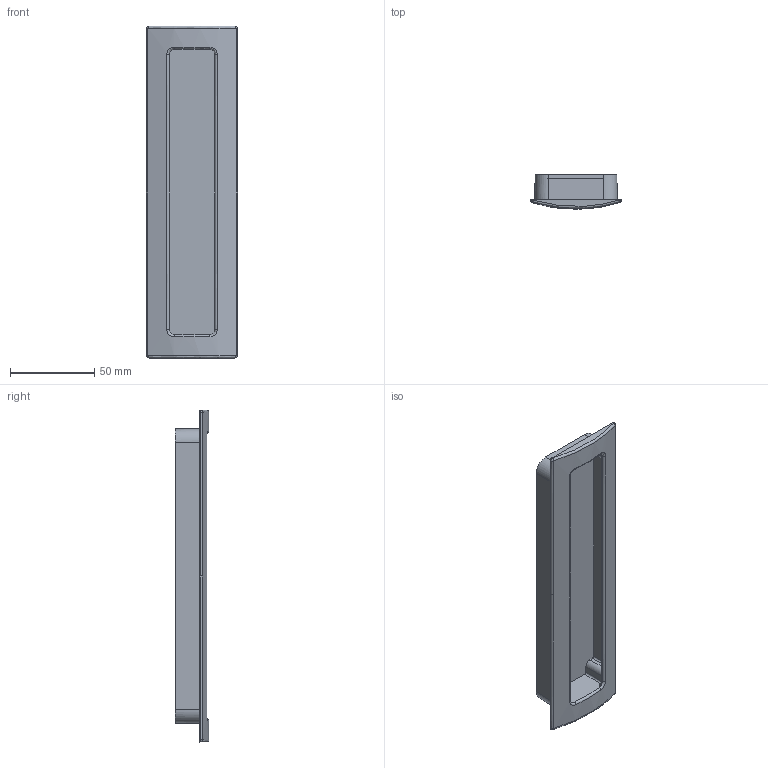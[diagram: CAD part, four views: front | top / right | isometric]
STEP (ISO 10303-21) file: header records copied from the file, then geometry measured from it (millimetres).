
FILE_DESCRIPTION(('Creo Elements/Direct Modeling STEP Export'),'2;1');
FILE_NAME('2042-197.stp','2021-05-26T14:46:47',(''),(''),'Creo Elements/Direct Modeling STEP processor for AP214 (Solid Model)','Creo Elements/Direct Modeling 20.0 12-Nov-2016 (C) Parametric Technology GmbH','');
FILE_SCHEMA(('AUTOMOTIVE_DESIGN { 1 0 10303 214 1 1 1 1 }'));
Length unit declared in the file: millimetre
Products named in the file (3): Muschel.1.2; Boden.1; 2042
Assembly tree (2 placements, depth 2):
  2042
    Boden.1
    Muschel.1.2
Bounding box: 54 x 19.99 x 197 mm (x, y, z)
Volume: 38207.6 mm3; surface area: 43207.3 mm2
Topology: 2 solids, 2 shells, 139 faces, 347 edges, 210 vertices
Faces by surface type: bspline 52, cylinder 39, plane 37, cone 8, extrusion 3
Entity records: 10593 total; most frequent: CARTESIAN_POINT 7766, ORIENTED_EDGE 678, DIRECTION 407, EDGE_CURVE 339, VERTEX_POINT 210, EDGE_LOOP 151, AXIS2_PLACEMENT_3D 140, FACE_OUTER_BOUND 139
